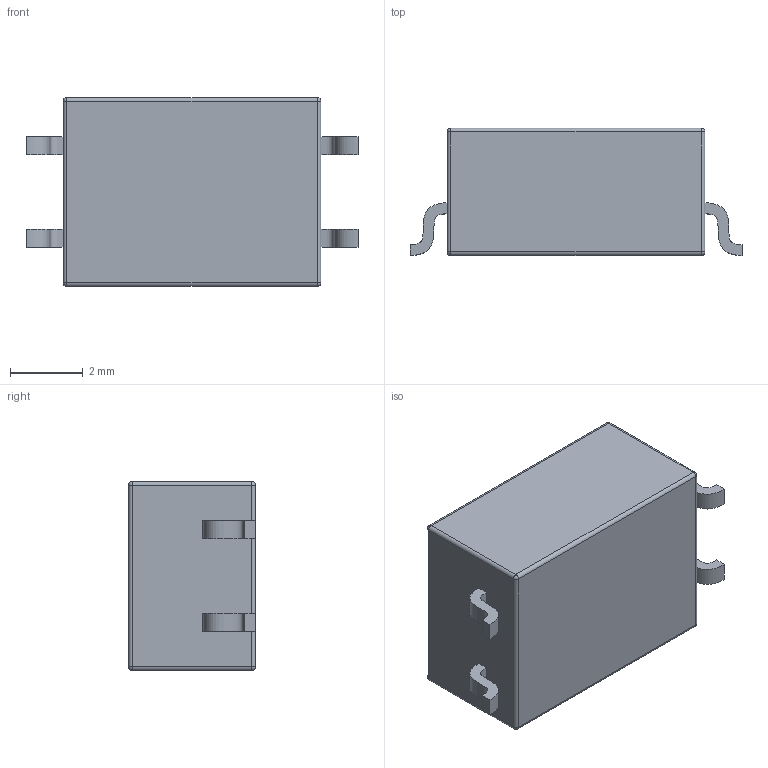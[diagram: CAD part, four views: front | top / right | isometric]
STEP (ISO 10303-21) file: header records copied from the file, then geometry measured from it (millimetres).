
FILE_DESCRIPTION (( 'STEP AP214' ), '1' );
FILE_NAME ('ESMIT-4180.STEP', '2018-08-23T12:04:45', ( '' ), ( '' ), 'SwSTEP 2.0', 'SolidWorks 2018', '' );
FILE_SCHEMA (( 'AUTOMOTIVE_DESIGN' ));
Length unit declared in the file: millimetre
Products named in the file (3): ESMIT-4180; Pin; Body
Assembly tree (5 placements, depth 2):
  ESMIT-4180
    Body
    Pin  x4
Bounding box: 9.14 x 3.5 x 5.2 mm (x, y, z)
Volume: 130.2 mm3; surface area: 170.1 mm2
Topology: 5 solids, 5 shells, 53 faces, 110 edges, 60 vertices
Faces by surface type: plane 23, cylinder 14, sphere 8, bspline 8
Entity records: 1077 total; most frequent: CARTESIAN_POINT 235, DIRECTION 172, ORIENTED_EDGE 132, AXIS2_PLACEMENT_3D 69, EDGE_CURVE 66, EDGE_LOOP 36, VERTEX_POINT 36, FACE_OUTER_BOUND 35
